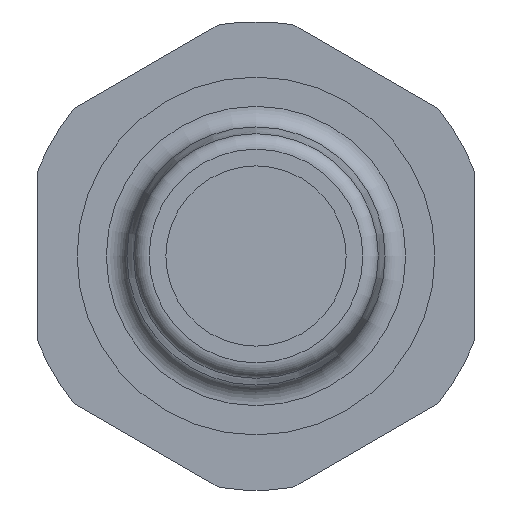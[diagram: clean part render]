
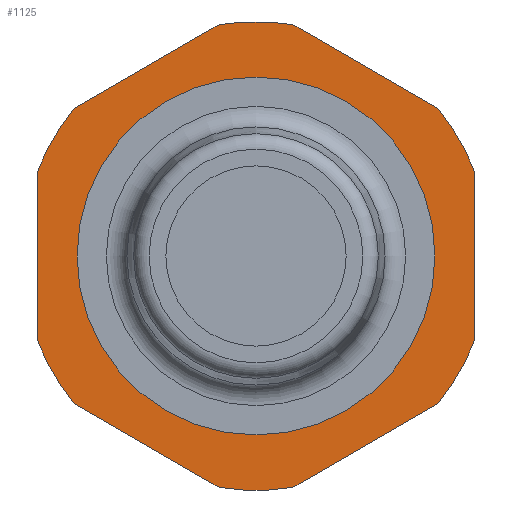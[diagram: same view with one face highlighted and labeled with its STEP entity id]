
A CAD part, front view. The second image highlights one B-rep face of the part: STEP entity #1125.
In plain terms, the highlighted planar face has unit normal (0, -1, 0).
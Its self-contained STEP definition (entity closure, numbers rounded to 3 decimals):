
#43=PLANE('',#1201);
#62=CIRCLE('',#1185,9.1);
#63=CIRCLE('',#1187,9.1);
#66=CIRCLE('',#1191,9.1);
#68=CIRCLE('',#1194,9.1);
#70=CIRCLE('',#1197,9.1);
#72=CIRCLE('',#1200,9.1);
#73=CIRCLE('',#1202,5.3);
#142=ORIENTED_EDGE('',*,*,#304,.T.);
#143=ORIENTED_EDGE('',*,*,#305,.F.);
#144=ORIENTED_EDGE('',*,*,#283,.T.);
#145=ORIENTED_EDGE('',*,*,#306,.F.);
#146=ORIENTED_EDGE('',*,*,#291,.T.);
#147=ORIENTED_EDGE('',*,*,#307,.F.);
#148=ORIENTED_EDGE('',*,*,#295,.T.);
#149=ORIENTED_EDGE('',*,*,#308,.F.);
#150=ORIENTED_EDGE('',*,*,#299,.T.);
#151=ORIENTED_EDGE('',*,*,#309,.F.);
#152=ORIENTED_EDGE('',*,*,#303,.T.);
#153=ORIENTED_EDGE('',*,*,#310,.F.);
#154=ORIENTED_EDGE('',*,*,#285,.T.);
#283=EDGE_CURVE('',#362,#364,#62,.T.);
#285=EDGE_CURVE('',#367,#365,#63,.T.);
#291=EDGE_CURVE('',#370,#372,#66,.T.);
#295=EDGE_CURVE('',#374,#376,#68,.T.);
#299=EDGE_CURVE('',#378,#380,#70,.T.);
#303=EDGE_CURVE('',#382,#384,#72,.T.);
#304=EDGE_CURVE('',#385,#385,#73,.T.);
#305=EDGE_CURVE('',#362,#365,#442,.T.);
#306=EDGE_CURVE('',#370,#364,#443,.T.);
#307=EDGE_CURVE('',#374,#372,#444,.T.);
#308=EDGE_CURVE('',#378,#376,#445,.T.);
#309=EDGE_CURVE('',#382,#380,#446,.T.);
#310=EDGE_CURVE('',#367,#384,#447,.T.);
#362=VERTEX_POINT('',#1561);
#364=VERTEX_POINT('',#1565);
#365=VERTEX_POINT('',#1569);
#367=VERTEX_POINT('',#1572);
#370=VERTEX_POINT('',#1579);
#372=VERTEX_POINT('',#1583);
#374=VERTEX_POINT('',#1588);
#376=VERTEX_POINT('',#1592);
#378=VERTEX_POINT('',#1597);
#380=VERTEX_POINT('',#1601);
#382=VERTEX_POINT('',#1606);
#384=VERTEX_POINT('',#1610);
#385=VERTEX_POINT('',#1614);
#442=LINE('',#1615,#466);
#443=LINE('',#1616,#467);
#444=LINE('',#1617,#468);
#445=LINE('',#1618,#469);
#446=LINE('',#1619,#470);
#447=LINE('',#1620,#471);
#466=VECTOR('',#1353,1000.);
#467=VECTOR('',#1354,1000.);
#468=VECTOR('',#1355,1000.);
#469=VECTOR('',#1356,1000.);
#470=VECTOR('',#1357,1000.);
#471=VECTOR('',#1358,1000.);
#484=EDGE_LOOP('',(#142));
#485=EDGE_LOOP('',(#143,#144,#145,#146,#147,#148,#149,#150,#151,#152,#153,
#154));
#588=FACE_BOUND('',#484,.T.);
#589=FACE_BOUND('',#485,.T.);
#1125=ADVANCED_FACE('',(#588,#589),#43,.F.);
#1185=AXIS2_PLACEMENT_3D('',#1566,#1307,#1308);
#1187=AXIS2_PLACEMENT_3D('',#1571,#1312,#1313);
#1191=AXIS2_PLACEMENT_3D('',#1584,#1323,#1324);
#1194=AXIS2_PLACEMENT_3D('',#1593,#1331,#1332);
#1197=AXIS2_PLACEMENT_3D('',#1602,#1339,#1340);
#1200=AXIS2_PLACEMENT_3D('',#1611,#1347,#1348);
#1201=AXIS2_PLACEMENT_3D('',#1612,#1349,#1350);
#1202=AXIS2_PLACEMENT_3D('',#1613,#1351,#1352);
#1307=DIRECTION('',(0.,-1.,0.));
#1308=DIRECTION('',(0.,0.,-1.));
#1312=DIRECTION('',(0.,-1.,0.));
#1313=DIRECTION('',(0.,0.,-1.));
#1323=DIRECTION('',(0.,-1.,0.));
#1324=DIRECTION('',(0.,0.,-1.));
#1331=DIRECTION('',(0.,-1.,0.));
#1332=DIRECTION('',(0.,0.,-1.));
#1339=DIRECTION('',(0.,-1.,0.));
#1340=DIRECTION('',(0.,0.,-1.));
#1347=DIRECTION('',(0.,-1.,0.));
#1348=DIRECTION('',(0.,0.,-1.));
#1349=DIRECTION('',(0.,1.,0.));
#1350=DIRECTION('',(0.,0.,1.));
#1351=DIRECTION('',(0.,1.,0.));
#1352=DIRECTION('',(0.,0.,1.));
#1353=DIRECTION('',(0.,0.,-1.));
#1354=DIRECTION('',(0.866,0.,-0.5));
#1355=DIRECTION('',(0.866,0.,0.5));
#1356=DIRECTION('',(0.,0.,1.));
#1357=DIRECTION('',(-0.866,0.,0.5));
#1358=DIRECTION('',(-0.866,0.,-0.5));
#1561=CARTESIAN_POINT('',(8.5,-14.,3.25));
#1565=CARTESIAN_POINT('',(7.064,-14.,5.736));
#1566=CARTESIAN_POINT('',(0.,-14.,0.));
#1569=CARTESIAN_POINT('',(8.5,-14.,-3.25));
#1571=CARTESIAN_POINT('',(0.,-14.,0.));
#1572=CARTESIAN_POINT('',(7.064,-14.,-5.736));
#1579=CARTESIAN_POINT('',(1.436,-14.,8.986));
#1583=CARTESIAN_POINT('',(-1.436,-14.,8.986));
#1584=CARTESIAN_POINT('',(0.,-14.,0.));
#1588=CARTESIAN_POINT('',(-7.064,-14.,5.736));
#1592=CARTESIAN_POINT('',(-8.5,-14.,3.25));
#1593=CARTESIAN_POINT('',(0.,-14.,0.));
#1597=CARTESIAN_POINT('',(-8.5,-14.,-3.25));
#1601=CARTESIAN_POINT('',(-7.064,-14.,-5.736));
#1602=CARTESIAN_POINT('',(0.,-14.,0.));
#1606=CARTESIAN_POINT('',(-1.436,-14.,-8.986));
#1610=CARTESIAN_POINT('',(1.436,-14.,-8.986));
#1611=CARTESIAN_POINT('',(0.,-14.,0.));
#1612=CARTESIAN_POINT('',(0.,-14.,9.1));
#1613=CARTESIAN_POINT('',(0.,-14.,0.));
#1614=CARTESIAN_POINT('',(0.,-14.,5.3));
#1615=CARTESIAN_POINT('',(8.5,-14.,4.907));
#1616=CARTESIAN_POINT('',(0.,-14.,9.815));
#1617=CARTESIAN_POINT('',(-8.5,-14.,4.907));
#1618=CARTESIAN_POINT('',(-8.5,-14.,-4.907));
#1619=CARTESIAN_POINT('',(0.,-14.,-9.815));
#1620=CARTESIAN_POINT('',(8.5,-14.,-4.907));
